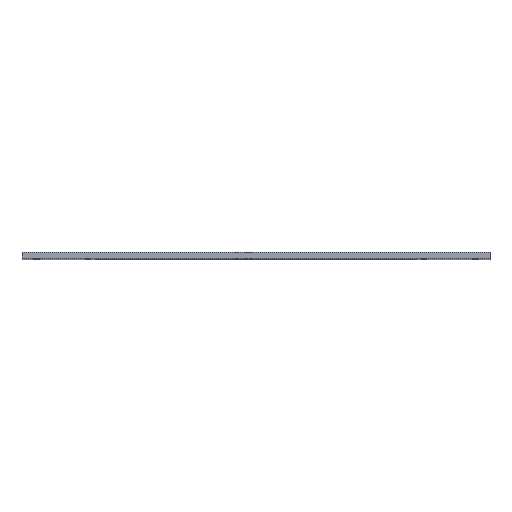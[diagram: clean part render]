
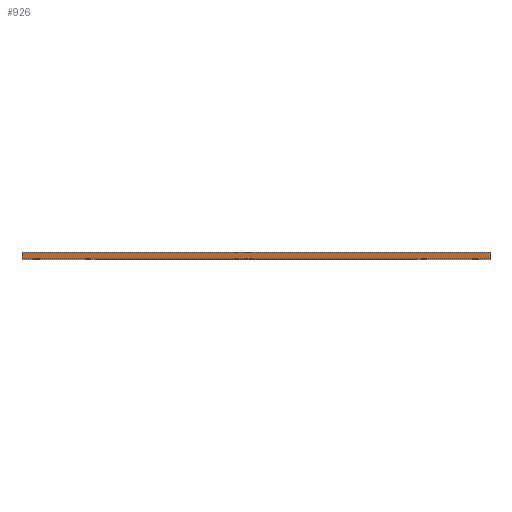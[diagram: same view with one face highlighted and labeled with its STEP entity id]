
A CAD part, top view. The second image highlights one B-rep face of the part: STEP entity #926.
In plain terms, the highlighted planar face has unit normal (0, 0, 1).
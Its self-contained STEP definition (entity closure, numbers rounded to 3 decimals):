
#22 = EDGE_CURVE ( 'NONE', #1437, #3660, #3202, .T. ) ;
#61 = ORIENTED_EDGE ( 'NONE', *, *, #1195, .F. ) ;
#115 = ORIENTED_EDGE ( 'NONE', *, *, #2646, .T. ) ;
#204 = VECTOR ( 'NONE', #1093, 1000. ) ;
#698 = LINE ( 'NONE', #2706, #956 ) ;
#926 = ADVANCED_FACE ( 'NONE', ( #1552 ), #1611, .F. ) ;
#956 = VECTOR ( 'NONE', #2730, 1000. ) ;
#1093 = DIRECTION ( 'NONE',  ( 1., 0., 0. ) ) ;
#1195 = EDGE_CURVE ( 'NONE', #1710, #4136, #698, .T. ) ;
#1222 = EDGE_CURVE ( 'NONE', #1437, #1710, #5148, .T. ) ;
#1409 = ORIENTED_EDGE ( 'NONE', *, *, #1222, .F. ) ;
#1437 = VERTEX_POINT ( 'NONE', #3961 ) ;
#1552 = FACE_OUTER_BOUND ( 'NONE', #4111, .T. ) ;
#1611 = PLANE ( 'NONE',  #4735 ) ;
#1710 = VERTEX_POINT ( 'NONE', #2253 ) ;
#2253 = CARTESIAN_POINT ( 'NONE',  ( 160., 4., 275. ) ) ;
#2318 = DIRECTION ( 'NONE',  ( -1., 0., 0. ) ) ;
#2331 = DIRECTION ( 'NONE',  ( 0., -1., 0. ) ) ;
#2401 = DIRECTION ( 'NONE',  ( 0., 0., -1. ) ) ;
#2581 = VECTOR ( 'NONE', #2331, 1000. ) ;
#2646 = EDGE_CURVE ( 'NONE', #3660, #4136, #3213, .T. ) ;
#2706 = CARTESIAN_POINT ( 'NONE',  ( 160., 4., 275. ) ) ;
#2730 = DIRECTION ( 'NONE',  ( 0., -1., 0. ) ) ;
#2738 = DIRECTION ( 'NONE',  ( 1., 0., 0. ) ) ;
#2862 = CARTESIAN_POINT ( 'NONE',  ( -160., 0., 275. ) ) ;
#3202 = LINE ( 'NONE', #4805, #2581 ) ;
#3213 = LINE ( 'NONE', #3913, #4602 ) ;
#3237 = ORIENTED_EDGE ( 'NONE', *, *, #22, .T. ) ;
#3660 = VERTEX_POINT ( 'NONE', #2862 ) ;
#3913 = CARTESIAN_POINT ( 'NONE',  ( -160., 0., 275. ) ) ;
#3961 = CARTESIAN_POINT ( 'NONE',  ( -160., 4., 275. ) ) ;
#4111 = EDGE_LOOP ( 'NONE', ( #115, #61, #1409, #3237 ) ) ;
#4136 = VERTEX_POINT ( 'NONE', #4385 ) ;
#4385 = CARTESIAN_POINT ( 'NONE',  ( 160., 0., 275. ) ) ;
#4602 = VECTOR ( 'NONE', #2738, 1000. ) ;
#4703 = CARTESIAN_POINT ( 'NONE',  ( -160., 4., 275. ) ) ;
#4735 = AXIS2_PLACEMENT_3D ( 'NONE', #4818, #2401, #2318 ) ;
#4805 = CARTESIAN_POINT ( 'NONE',  ( -160., 4., 275. ) ) ;
#4818 = CARTESIAN_POINT ( 'NONE',  ( -160., 4., 275. ) ) ;
#5148 = LINE ( 'NONE', #4703, #204 ) ;
